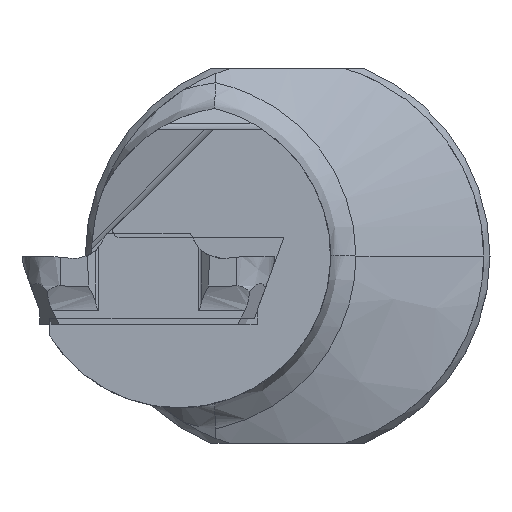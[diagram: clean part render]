
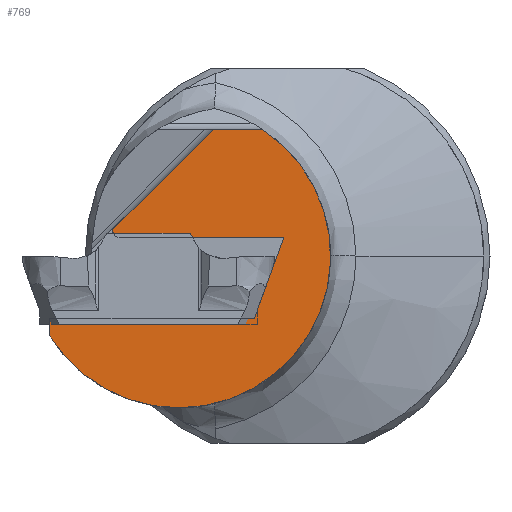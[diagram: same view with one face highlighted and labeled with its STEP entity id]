
A CAD part, left-side view. The second image highlights one B-rep face of the part: STEP entity #769.
In plain terms, the highlighted planar face has unit normal (-1, 0, 0).
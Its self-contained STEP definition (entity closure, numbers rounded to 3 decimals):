
#52=CIRCLE('',#2190,6.);
#53=CIRCLE('',#2192,0.25);
#702=PLANE('',#2193);
#769=ADVANCED_FACE('',(#866),#702,.F.);
#866=FACE_OUTER_BOUND('',#948,.T.);
#948=EDGE_LOOP('',(#1504,#1505,#1506,#1507,#1508,#1509,#1510,#1511));
#1041=LINE('',#4126,#1141);
#1042=LINE('',#4129,#1142);
#1043=LINE('',#4131,#1143);
#1044=LINE('',#4132,#1144);
#1045=LINE('',#4134,#1145);
#1046=LINE('',#4138,#1146);
#1141=VECTOR('',#2396,1.);
#1142=VECTOR('',#2397,1.);
#1143=VECTOR('',#2398,1.);
#1144=VECTOR('',#2399,1.);
#1145=VECTOR('',#2400,1.);
#1146=VECTOR('',#2403,1.);
#1504=ORIENTED_EDGE('',*,*,#1976,.F.);
#1505=ORIENTED_EDGE('',*,*,#1977,.F.);
#1506=ORIENTED_EDGE('',*,*,#1978,.F.);
#1507=ORIENTED_EDGE('',*,*,#1974,.F.);
#1508=ORIENTED_EDGE('',*,*,#1979,.F.);
#1509=ORIENTED_EDGE('',*,*,#1980,.F.);
#1510=ORIENTED_EDGE('',*,*,#1981,.F.);
#1511=ORIENTED_EDGE('',*,*,#1982,.F.);
#1767=VERTEX_POINT('',#4121);
#1768=VERTEX_POINT('',#4123);
#1769=VERTEX_POINT('',#4127);
#1770=VERTEX_POINT('',#4128);
#1771=VERTEX_POINT('',#4130);
#1772=VERTEX_POINT('',#4133);
#1773=VERTEX_POINT('',#4135);
#1774=VERTEX_POINT('',#4137);
#1974=EDGE_CURVE('',#1767,#1768,#52,.T.);
#1976=EDGE_CURVE('',#1769,#1770,#1041,.T.);
#1977=EDGE_CURVE('',#1771,#1769,#1042,.T.);
#1978=EDGE_CURVE('',#1768,#1771,#1043,.T.);
#1979=EDGE_CURVE('',#1772,#1767,#1044,.T.);
#1980=EDGE_CURVE('',#1773,#1772,#1045,.T.);
#1981=EDGE_CURVE('',#1774,#1773,#53,.T.);
#1982=EDGE_CURVE('',#1770,#1774,#1046,.T.);
#2190=AXIS2_PLACEMENT_3D('',#4122,#2391,#2392);
#2192=AXIS2_PLACEMENT_3D('',#4136,#2401,#2402);
#2193=AXIS2_PLACEMENT_3D('',#4139,#2404,#2405);
#2391=DIRECTION('',(1.,0.,0.));
#2392=DIRECTION('',(0.,0.,-1.));
#2396=DIRECTION('',(0.,-0.342,0.94));
#2397=DIRECTION('',(0.,-1.,0.));
#2398=DIRECTION('',(0.,0.,1.));
#2399=DIRECTION('',(0.,-1.,0.));
#2400=DIRECTION('',(0.,-0.707,0.707));
#2401=DIRECTION('',(1.,0.,0.));
#2402=DIRECTION('',(0.,0.,-1.));
#2403=DIRECTION('',(0.,1.,0.));
#2404=DIRECTION('',(1.,0.,0.));
#2405=DIRECTION('',(0.,0.,-1.));
#4121=CARTESIAN_POINT('',(0.3,0.983,5.));
#4122=CARTESIAN_POINT('',(0.3,4.3,0.));
#4123=CARTESIAN_POINT('',(0.3,9.4,-3.161));
#4126=CARTESIAN_POINT('',(0.3,0.369,0.134));
#4127=CARTESIAN_POINT('',(0.3,1.312,-2.455));
#4128=CARTESIAN_POINT('',(0.3,0.147,0.745));
#4129=CARTESIAN_POINT('',(0.3,0.,-2.455));
#4130=CARTESIAN_POINT('',(0.3,9.4,-2.455));
#4131=CARTESIAN_POINT('',(0.3,9.4,0.));
#4132=CARTESIAN_POINT('',(0.3,0.,5.));
#4133=CARTESIAN_POINT('',(0.3,2.936,5.));
#4134=CARTESIAN_POINT('',(0.3,3.968,3.968));
#4135=CARTESIAN_POINT('',(0.3,6.906,1.03));
#4136=CARTESIAN_POINT('',(0.3,6.658,0.995));
#4137=CARTESIAN_POINT('',(0.3,6.658,0.745));
#4138=CARTESIAN_POINT('',(0.3,0.,0.745));
#4139=CARTESIAN_POINT('',(0.3,0.,0.));
